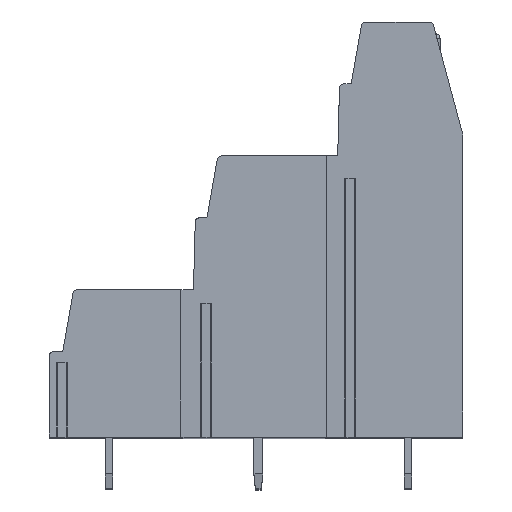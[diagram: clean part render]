
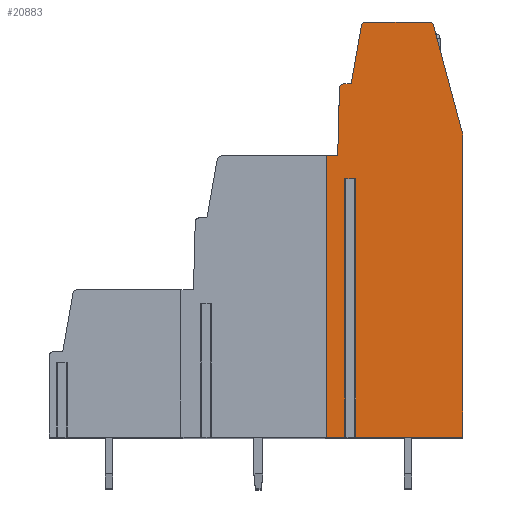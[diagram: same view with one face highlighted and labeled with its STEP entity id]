
A CAD part, top view. The second image highlights one B-rep face of the part: STEP entity #20883.
In plain terms, the highlighted planar face has unit normal (0, 0, 1).
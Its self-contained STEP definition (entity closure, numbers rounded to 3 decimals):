
#14=DIRECTION('',(-1.,0.,0.));
#15=VECTOR('',#14,0.743);
#16=CARTESIAN_POINT('',(1.908,2.65,53.34));
#17=LINE('',#16,#15);
#18=DIRECTION('',(0.,-1.,0.));
#19=VECTOR('',#18,17.55);
#20=CARTESIAN_POINT('',(1.165,2.65,53.34));
#21=LINE('',#20,#19);
#22=DIRECTION('',(1.,0.,0.));
#23=VECTOR('',#22,1.228);
#24=CARTESIAN_POINT('',(-0.063,-14.9,53.34));
#25=LINE('',#24,#23);
#26=DIRECTION('',(-1.,0.,0.));
#27=VECTOR('',#26,0.75);
#28=CARTESIAN_POINT('',(0.687,4.2,53.34));
#29=LINE('',#28,#27);
#30=DIRECTION('',(-0.026,-1.,0.));
#31=VECTOR('',#30,4.609);
#32=CARTESIAN_POINT('',(0.808,8.808,53.34));
#33=LINE('',#32,#31);
#34=CARTESIAN_POINT('',(1.108,8.8,53.34));
#35=DIRECTION('',(0.,0.,1.));
#36=DIRECTION('',(0.,1.,0.));
#37=AXIS2_PLACEMENT_3D('',#34,#35,#36);
#39=DIRECTION('',(-1.,0.,0.));
#40=VECTOR('',#39,0.497);
#41=CARTESIAN_POINT('',(1.605,9.1,53.34));
#42=LINE('',#41,#40);
#43=DIRECTION('',(-0.174,-0.985,0.));
#44=VECTOR('',#43,4.013);
#45=CARTESIAN_POINT('',(2.301,13.052,53.34));
#46=LINE('',#45,#44);
#47=CARTESIAN_POINT('',(2.597,13.,53.34));
#48=DIRECTION('',(0.,0.,1.));
#49=DIRECTION('',(0.,1.,0.));
#50=AXIS2_PLACEMENT_3D('',#47,#48,#49);
#52=DIRECTION('',(-1.,0.,0.));
#53=VECTOR('',#52,4.31);
#54=CARTESIAN_POINT('',(6.907,13.3,53.34));
#55=LINE('',#54,#53);
#56=CARTESIAN_POINT('',(6.907,13.,53.34));
#57=DIRECTION('',(0.,0.,1.));
#58=DIRECTION('',(0.966,0.259,0.));
#59=AXIS2_PLACEMENT_3D('',#56,#57,#58);
#61=CARTESIAN_POINT('',(8.187,5.518,53.34));
#62=DIRECTION('',(0.,0.,1.));
#63=DIRECTION('',(1.,0.,0.));
#64=AXIS2_PLACEMENT_3D('',#61,#62,#63);
#66=DIRECTION('',(0.,1.,0.));
#67=VECTOR('',#66,20.418);
#68=CARTESIAN_POINT('',(9.187,-14.9,53.34));
#69=LINE('',#68,#67);
#70=DIRECTION('',(1.,0.,0.));
#71=VECTOR('',#70,7.279);
#72=CARTESIAN_POINT('',(1.908,-14.9,53.34));
#73=LINE('',#72,#71);
#74=DIRECTION('',(0.,-1.,0.));
#75=VECTOR('',#74,17.55);
#76=CARTESIAN_POINT('',(1.908,2.65,53.34));
#77=LINE('',#76,#75);
#6728=DIRECTION('',(-0.259,0.966,0.));
#6729=VECTOR('',#6728,7.558);
#6730=CARTESIAN_POINT('',(9.153,5.777,53.34));
#6731=LINE('',#6730,#6729);
#11223=DIRECTION('',(0.,-1.,0.));
#11224=VECTOR('',#11223,19.1);
#11225=CARTESIAN_POINT('',(-0.063,4.2,53.34));
#11226=LINE('',#11225,#11224);
#16459=CARTESIAN_POINT('',(9.187,-14.9,53.34));
#16460=CARTESIAN_POINT('',(9.187,5.518,53.34));
#16461=VERTEX_POINT('',#16459);
#16462=VERTEX_POINT('',#16460);
#16463=CARTESIAN_POINT('',(9.153,5.777,53.34));
#16464=VERTEX_POINT('',#16463);
#16465=CARTESIAN_POINT('',(7.197,13.078,53.34));
#16466=CARTESIAN_POINT('',(6.907,13.3,53.34));
#16467=VERTEX_POINT('',#16465);
#16468=VERTEX_POINT('',#16466);
#16469=CARTESIAN_POINT('',(2.597,13.3,53.34));
#16470=VERTEX_POINT('',#16469);
#16471=CARTESIAN_POINT('',(2.301,13.052,53.34));
#16472=VERTEX_POINT('',#16471);
#16473=CARTESIAN_POINT('',(1.605,9.1,53.34));
#16474=VERTEX_POINT('',#16473);
#16475=CARTESIAN_POINT('',(1.108,9.1,53.34));
#16476=VERTEX_POINT('',#16475);
#16477=CARTESIAN_POINT('',(0.808,8.808,53.34));
#16478=VERTEX_POINT('',#16477);
#16479=CARTESIAN_POINT('',(0.687,4.2,53.34));
#16480=VERTEX_POINT('',#16479);
#16519=CARTESIAN_POINT('',(-0.063,-14.9,53.34));
#16521=VERTEX_POINT('',#16519);
#16527=CARTESIAN_POINT('',(-0.063,4.2,53.34));
#16528=VERTEX_POINT('',#16527);
#16575=CARTESIAN_POINT('',(1.908,2.65,53.34));
#16576=CARTESIAN_POINT('',(1.165,2.65,53.34));
#16577=VERTEX_POINT('',#16575);
#16578=VERTEX_POINT('',#16576);
#16579=CARTESIAN_POINT('',(1.908,-14.9,53.34));
#16580=VERTEX_POINT('',#16579);
#16581=CARTESIAN_POINT('',(1.165,-14.9,53.34));
#16582=VERTEX_POINT('',#16581);
#20842=CARTESIAN_POINT('',(0.,0.,53.34));
#20843=DIRECTION('',(0.,0.,1.));
#20844=DIRECTION('',(1.,0.,0.));
#20845=AXIS2_PLACEMENT_3D('',#20842,#20843,#20844);
#20846=PLANE('',#20845);
#20848=ORIENTED_EDGE('',*,*,#20847,.T.);
#20850=ORIENTED_EDGE('',*,*,#20849,.T.);
#20852=ORIENTED_EDGE('',*,*,#20851,.F.);
#20854=ORIENTED_EDGE('',*,*,#20853,.F.);
#20856=ORIENTED_EDGE('',*,*,#20855,.F.);
#20858=ORIENTED_EDGE('',*,*,#20857,.F.);
#20860=ORIENTED_EDGE('',*,*,#20859,.F.);
#20862=ORIENTED_EDGE('',*,*,#20861,.F.);
#20864=ORIENTED_EDGE('',*,*,#20863,.F.);
#20866=ORIENTED_EDGE('',*,*,#20865,.F.);
#20868=ORIENTED_EDGE('',*,*,#20867,.F.);
#20870=ORIENTED_EDGE('',*,*,#20869,.F.);
#20872=ORIENTED_EDGE('',*,*,#20871,.F.);
#20874=ORIENTED_EDGE('',*,*,#20873,.F.);
#20876=ORIENTED_EDGE('',*,*,#20875,.F.);
#20878=ORIENTED_EDGE('',*,*,#20877,.F.);
#20880=ORIENTED_EDGE('',*,*,#20879,.F.);
#20881=EDGE_LOOP('',(#20848,#20850,#20852,#20854,#20856,#20858,#20860,#20862,
#20864,#20866,#20868,#20870,#20872,#20874,#20876,#20878,#20880));
#20882=FACE_OUTER_BOUND('',#20881,.F.);
#38=CIRCLE('',#37,0.3);
#51=CIRCLE('',#50,0.3);
#60=CIRCLE('',#59,0.3);
#65=CIRCLE('',#64,1.);
#20847=EDGE_CURVE('',#16577,#16578,#17,.T.);
#20849=EDGE_CURVE('',#16578,#16582,#21,.T.);
#20851=EDGE_CURVE('',#16521,#16582,#25,.T.);
#20853=EDGE_CURVE('',#16528,#16521,#11226,.T.);
#20855=EDGE_CURVE('',#16480,#16528,#29,.T.);
#20857=EDGE_CURVE('',#16478,#16480,#33,.T.);
#20859=EDGE_CURVE('',#16476,#16478,#38,.T.);
#20861=EDGE_CURVE('',#16474,#16476,#42,.T.);
#20863=EDGE_CURVE('',#16472,#16474,#46,.T.);
#20865=EDGE_CURVE('',#16470,#16472,#51,.T.);
#20867=EDGE_CURVE('',#16468,#16470,#55,.T.);
#20869=EDGE_CURVE('',#16467,#16468,#60,.T.);
#20871=EDGE_CURVE('',#16464,#16467,#6731,.T.);
#20873=EDGE_CURVE('',#16462,#16464,#65,.T.);
#20875=EDGE_CURVE('',#16461,#16462,#69,.T.);
#20877=EDGE_CURVE('',#16580,#16461,#73,.T.);
#20879=EDGE_CURVE('',#16577,#16580,#77,.T.);
#20883=ADVANCED_FACE('',(#20882),#20846,.T.);
